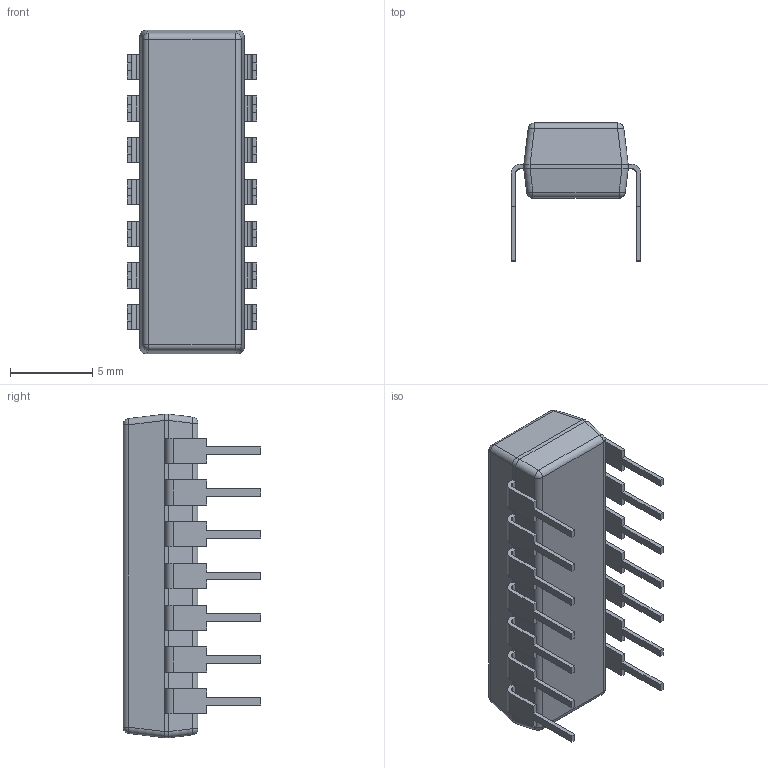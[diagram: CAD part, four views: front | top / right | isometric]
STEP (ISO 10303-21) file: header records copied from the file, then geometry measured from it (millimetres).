
FILE_DESCRIPTION(('CAx-IF Rec.Pracs.---Model Styling and Organization---1.5---2016-08-15','CAx-IF Rec.Pracs.---Geometric and Assembly Validation Properties---4.4---2016-08-17','CAx-IF Rec.Pracs.---User Defined Attributes---1.5---2016-08-15','CAx-IF Rec.Pracs.---External References---2.1---2005-01-19'),'2;1');
FILE_NAME('181749.step','2024-04-29T13:58:55',('Unspecified'),('Unspecified'),'CAD Exchanger 3.10.2 (cadexchanger.com)','Unspecified','');
FILE_SCHEMA(('AUTOMOTIVE_DESIGN { 1 0 10303 214 1 1 1 1 }'));
Length unit declared in the file: millimetre
Products named in the file (7): N0014A_ASM; BODY_N0014A_AF0; LEAD_N0014A_AF1; LEAD_N0014A; LEAD_N0014A_AF3; LEAD_N0014A_AF0; LEAD_N0014A_AF2
Assembly tree (15 placements, depth 2):
  N0014A_ASM
    BODY_N0014A_AF0
    LEAD_N0014A_AF1
    LEAD_N0014A  x10
    LEAD_N0014A_AF3
    LEAD_N0014A_AF0
    LEAD_N0014A_AF2
Bounding box: 7.87 x 8.37 x 19.68 mm (x, y, z)
Volume: 555.5 mm3; surface area: 663.8 mm2
Topology: 15 solids, 15 shells, 243 faces, 615 edges, 402 vertices
Faces by surface type: plane 185, cylinder 50, sphere 8
Entity records: 4186 total; most frequent: CARTESIAN_POINT 728, ORIENTED_EDGE 582, DIRECTION 579, EDGE_CURVE 291, LINE 219, VECTOR 219, VERTEX_POINT 186, AXIS2_PLACEMENT_3D 180
